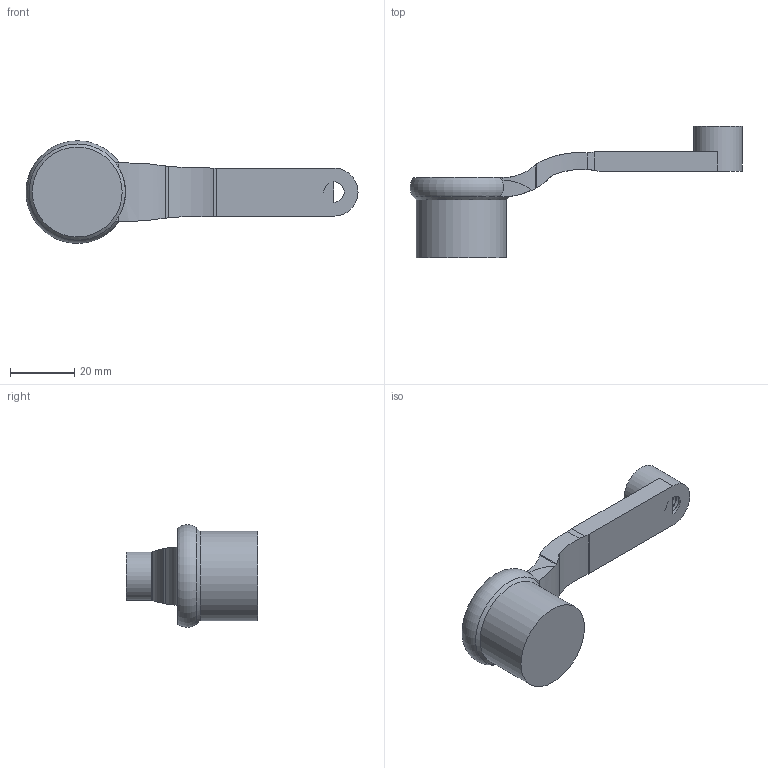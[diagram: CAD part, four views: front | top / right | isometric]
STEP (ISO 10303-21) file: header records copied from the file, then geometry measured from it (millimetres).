
FILE_DESCRIPTION(/* description */ (''),/* implementation_level */ '2;1');
FILE_NAME(/* name */ 'OA_80_N.dxf',/* time_stamp */ '2012-11-23T16:30:29+08:00',/* author */ (''),/* organization */ (''),/* preprocessor_version */ 'ST-DEVELOPER v9',/* originating_system */ 'UGS - NX 4.0',/* authorisation */ '');
FILE_SCHEMA (('CONFIG_CONTROL_DESIGN'));
Length unit declared in the file: millimetre
Products named in the file (1): Admi0D03xmak
Bounding box: 103.48 x 41 x 31.95 mm (x, y, z)
Volume: 24126.6 mm3; surface area: 7733 mm2
Topology: 1 solids, 1 shells, 54 faces, 165 edges, 105 vertices
Faces by surface type: plane 18, cylinder 14, extrusion 11, bspline 8, torus 2, cone 1
Full cylindrical faces by diameter (mm): 15 x1, 28 x1
Entity records: 6697 total; most frequent: CARTESIAN_POINT 5329, ORIENTED_EDGE 320, DIRECTION 179, EDGE_CURVE 160, VERTEX_POINT 103, B_SPLINE_CURVE_WITH_KNOTS 99, AXIS2_PLACEMENT_3D 60, VECTOR 59
